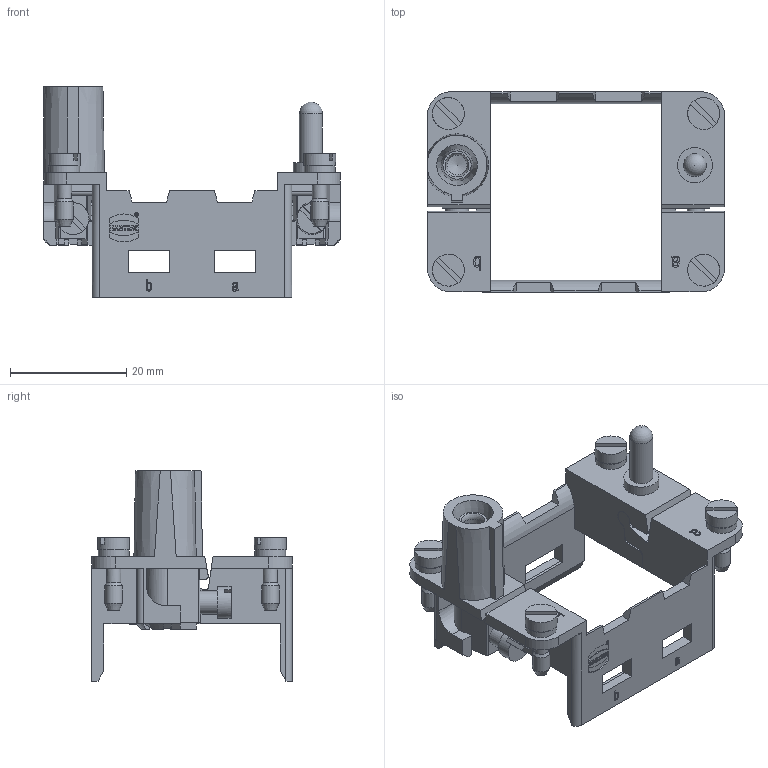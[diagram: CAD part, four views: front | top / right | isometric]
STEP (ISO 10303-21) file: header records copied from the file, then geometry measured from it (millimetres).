
FILE_DESCRIPTION(/* description */ (''),/* implementation_level */ '2;1');
FILE_NAME(/* name */ '100663487ugm000_b.stp',/* time_stamp */ '2019-11-05T07:22:52+01:00',/* author */ (''),/* organization */ (''),/* preprocessor_version */ 'ST-DEVELOPER v16.7',/* originating_system */ 'SIEMENS PLM Software NX 12.0',/* authorisation */ '');
FILE_SCHEMA (('AUTOMOTIVE_DESIGN { 1 0 10303 214 3 1 1 1 }'));
Length unit declared in the file: millimetre
Products named in the file (1): 100663487ugm000_b
Bounding box: 51.15 x 34.5 x 36.3 mm (x, y, z)
Volume: 8039.1 mm3; surface area: 8479.5 mm2
Topology: 2 solids, 2 shells, 609 faces, 1644 edges, 1089 vertices
Faces by surface type: plane 447, cylinder 85, extrusion 38, cone 21, bspline 16, sphere 1, torus 1
Full cylindrical faces by diameter (mm): 0.55 x1, 0.65 x1, 2.227 x2, 2.426 x2, 2.5 x5, 3 x5, 3.35 x1, 3.975 x1, 4 x1, 4.85 x1, 5.3 x4, 5.5 x5, 5.6 x1, 6.05 x1
Entity records: 21585 total; most frequent: CARTESIAN_POINT 5482, ORIENTED_EDGE 3108, DIRECTION 2731, EDGE_CURVE 1554, VECTOR 1173, LINE 1135, VERTEX_POINT 1053, AXIS2_PLACEMENT_3D 779
